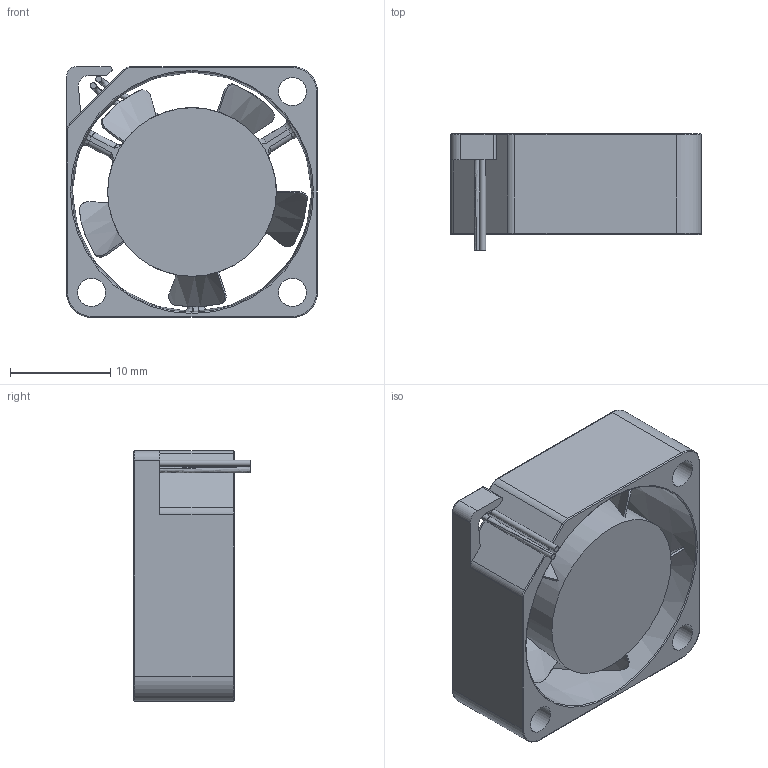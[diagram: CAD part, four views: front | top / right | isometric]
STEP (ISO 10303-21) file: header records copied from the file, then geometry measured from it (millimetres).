
FILE_DESCRIPTION(/* description */ ('STEP AP214'),/* implementation_level */ '2;1');
FILE_NAME(/* name */ 'Same Sky CFM-2510B-170-140 Fan.step',/* time_stamp */ '2025-07-08T20:10:07-04:00',/* author */ (''),/* organization */ (''),/* preprocessor_version */ 'ST-DEVELOPER v20.1',/* originating_system */ 'Autodesk Translation Framework v14.10.0.0',/* authorisation */ '');
FILE_SCHEMA (('AUTOMOTIVE_DESIGN { 1 0 10303 214 3 1 1 }'));
Length unit declared in the file: inch
Products named in the file (1): Same_Sky_CFM-2510B-170-140
Bounding box: 25 x 11.6 x 25 mm (x, y, z)
Volume: 3392.8 mm3; surface area: 4013.2 mm2
Topology: 3 solids, 4 shells, 205 faces, 521 edges, 330 vertices
Faces by surface type: cylinder 59, bspline 58, plane 50, torus 32, cone 6
Full cylindrical faces by diameter (mm): 0.6 x2, 2.8 x3, 3 x1, 4 x1, 6.4 x1, 16.8 x1
Entity records: 10965 total; most frequent: CARTESIAN_POINT 6249, ORIENTED_EDGE 1042, DIRECTION 888, EDGE_CURVE 521, AXIS2_PLACEMENT_3D 360, VERTEX_POINT 330, EDGE_LOOP 225, FACE_OUTER_BOUND 205
